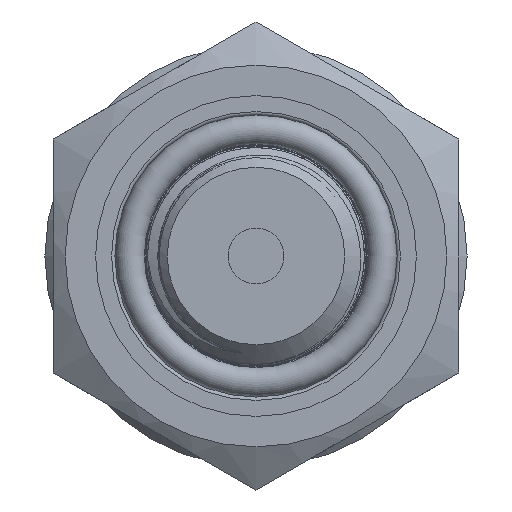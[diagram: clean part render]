
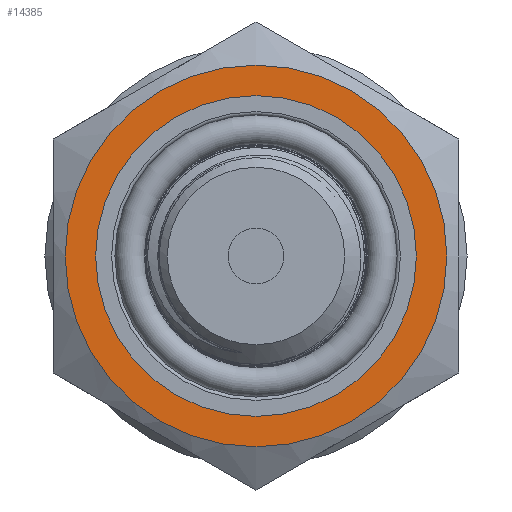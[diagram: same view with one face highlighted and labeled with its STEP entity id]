
A CAD part, left-side view. The second image highlights one B-rep face of the part: STEP entity #14385.
In plain terms, the highlighted planar face has unit normal (-1, 0, 0).
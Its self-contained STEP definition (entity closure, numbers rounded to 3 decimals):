
#168=FACE_BOUND('',#2115,.T.);
#251=PLANE('',#15190);
#1276=FACE_OUTER_BOUND('',#2114,.T.);
#2114=EDGE_LOOP('',(#11431));
#2115=EDGE_LOOP('',(#11432));
#2742=CIRCLE('',#15158,11.3);
#2758=CIRCLE('',#15189,9.5);
#6496=VERTEX_POINT('',#31828);
#6515=VERTEX_POINT('',#36072);
#8255=EDGE_CURVE('',#6496,#6496,#2742,.T.);
#8294=EDGE_CURVE('',#6515,#6515,#2758,.T.);
#11431=ORIENTED_EDGE('',*,*,#8255,.T.);
#11432=ORIENTED_EDGE('',*,*,#8294,.T.);
#14385=ADVANCED_FACE('',(#1276,#168),#251,.T.);
#15158=AXIS2_PLACEMENT_3D('',#31830,#16641,#16642);
#15189=AXIS2_PLACEMENT_3D('',#36073,#16711,#16712);
#15190=AXIS2_PLACEMENT_3D('',#36075,#16714,#16715);
#16641=DIRECTION('center_axis',(-1.,0.,0.));
#16642=DIRECTION('ref_axis',(0.,1.,0.));
#16711=DIRECTION('center_axis',(1.,0.,0.));
#16712=DIRECTION('ref_axis',(0.,0.,-1.));
#16714=DIRECTION('center_axis',(-1.,0.,0.));
#16715=DIRECTION('ref_axis',(0.,0.,1.));
#31828=CARTESIAN_POINT('',(14.,-11.3,0.));
#31830=CARTESIAN_POINT('Origin',(14.,0.,0.));
#36072=CARTESIAN_POINT('',(14.,-9.5,0.));
#36073=CARTESIAN_POINT('Origin',(14.,0.,0.));
#36075=CARTESIAN_POINT('Origin',(14.,12.,0.));
